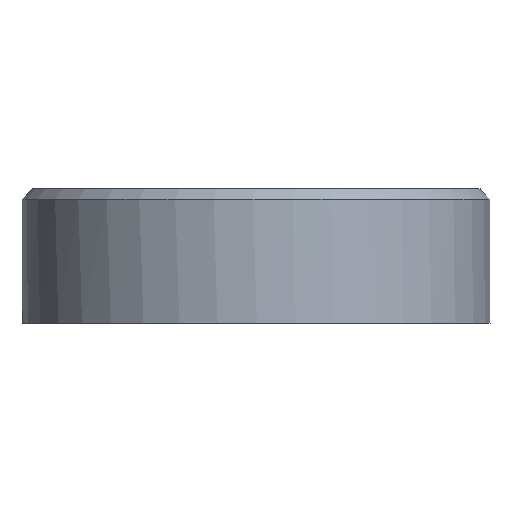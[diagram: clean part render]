
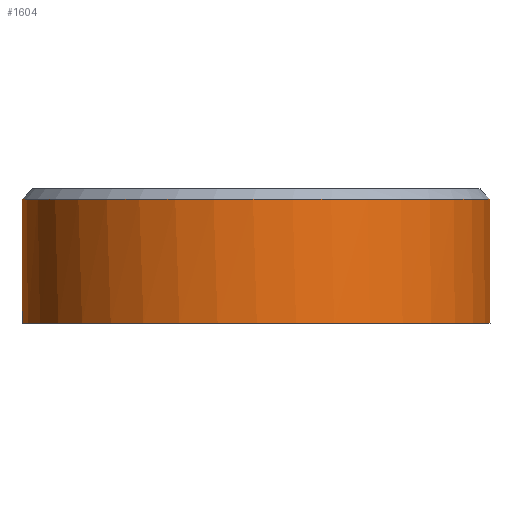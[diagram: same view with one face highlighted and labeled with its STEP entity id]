
A CAD part, left-side view. The second image highlights one B-rep face of the part: STEP entity #1604.
In plain terms, the highlighted cylindrical face has radius 22.65 mm (diameter 45.3 mm), a partial arc.
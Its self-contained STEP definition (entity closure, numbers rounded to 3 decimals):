
#197=CYLINDRICAL_SURFACE('',#1728,22.65);
#212=ELLIPSE('',#1718,32.032,22.65);
#242=FACE_OUTER_BOUND('',#340,.T.);
#340=EDGE_LOOP('',(#1100,#1101,#1102,#1103,#1104));
#456=LINE('',#2325,#496);
#457=LINE('',#2328,#497);
#496=VECTOR('',#1931,10.);
#497=VECTOR('',#1934,10.);
#527=CIRCLE('',#1714,22.65);
#534=CIRCLE('',#1729,22.65);
#631=VERTEX_POINT('',#2267);
#632=VERTEX_POINT('',#2269);
#638=VERTEX_POINT('',#2294);
#647=VERTEX_POINT('',#2324);
#648=VERTEX_POINT('',#2326);
#801=EDGE_CURVE('',#631,#632,#527,.T.);
#809=EDGE_CURVE('',#638,#631,#212,.F.);
#824=EDGE_CURVE('',#647,#638,#456,.T.);
#825=EDGE_CURVE('',#647,#648,#534,.T.);
#826=EDGE_CURVE('',#648,#632,#457,.T.);
#1100=ORIENTED_EDGE('',*,*,#801,.F.);
#1101=ORIENTED_EDGE('',*,*,#809,.F.);
#1102=ORIENTED_EDGE('',*,*,#824,.F.);
#1103=ORIENTED_EDGE('',*,*,#825,.T.);
#1104=ORIENTED_EDGE('',*,*,#826,.T.);
#1604=ADVANCED_FACE('',(#242),#197,.T.);
#1714=AXIS2_PLACEMENT_3D('',#2270,#1891,#1892);
#1718=AXIS2_PLACEMENT_3D('',#2295,#1899,#1900);
#1728=AXIS2_PLACEMENT_3D('',#2323,#1929,#1930);
#1729=AXIS2_PLACEMENT_3D('',#2327,#1932,#1933);
#1891=DIRECTION('center_axis',(0.,0.,1.));
#1892=DIRECTION('ref_axis',(-1.,0.,0.));
#1899=DIRECTION('center_axis',(0.,0.707,0.707));
#1900=DIRECTION('ref_axis',(0.,-0.707,0.707));
#1929=DIRECTION('center_axis',(0.,0.,1.));
#1930=DIRECTION('ref_axis',(-1.,0.,0.));
#1931=DIRECTION('',(0.,0.,1.));
#1932=DIRECTION('center_axis',(0.,0.,
1.));
#1933=DIRECTION('ref_axis',(-1.,0.,0.));
#1934=DIRECTION('',(0.,0.,1.));
#2267=CARTESIAN_POINT('',(46.256,-61.523,18.));
#2269=CARTESIAN_POINT('',(36.036,-98.76,18.));
#2270=CARTESIAN_POINT('Origin',(29.724,-77.007,18.));
#2294=CARTESIAN_POINT('',(45.673,-60.923,17.4));
#2295=CARTESIAN_POINT('Origin',(29.724,-77.007,33.483));
#2323=CARTESIAN_POINT('Origin',(29.724,-77.007,6.));
#2324=CARTESIAN_POINT('',(45.673,-60.923,6.));
#2325=CARTESIAN_POINT('',(45.673,-60.923,6.));
#2326=CARTESIAN_POINT('',(36.036,-98.76,6.));
#2327=CARTESIAN_POINT('Origin',(29.724,-77.007,6.));
#2328=CARTESIAN_POINT('',(36.036,-98.76,6.));
